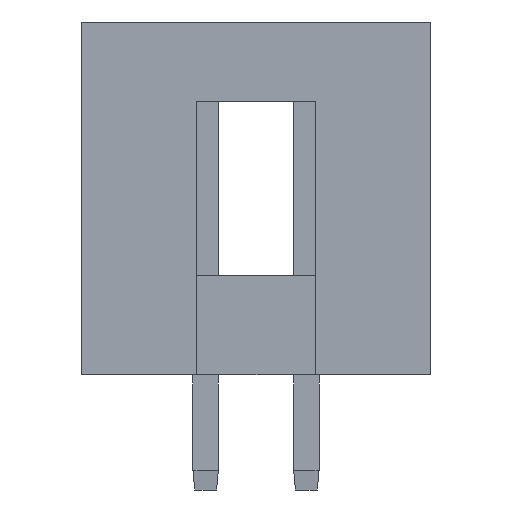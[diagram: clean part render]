
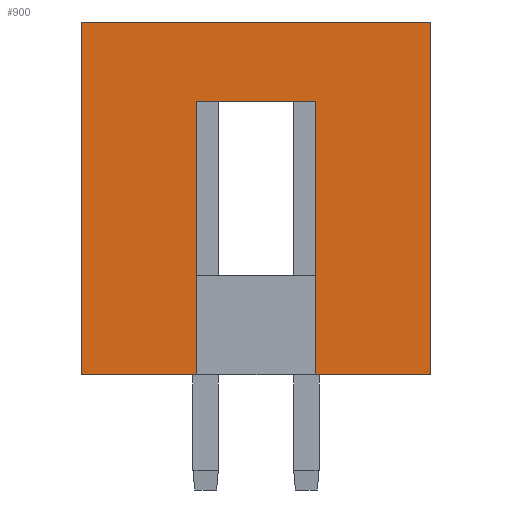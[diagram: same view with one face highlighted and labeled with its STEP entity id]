
A CAD part, left-side view. The second image highlights one B-rep face of the part: STEP entity #900.
In plain terms, the highlighted planar face has unit normal (-1, 0, 0).
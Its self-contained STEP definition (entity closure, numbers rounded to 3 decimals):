
#262 = DIRECTION ( 'NONE',  ( 1., 0., 0. ) ) ;
#373 = DIRECTION ( 'NONE',  ( 0., 1., 0. ) ) ;
#424 = CARTESIAN_POINT ( 'NONE',  ( -21.73, 1.77, 6.9 ) ) ;
#525 = VECTOR ( 'NONE', #373, 1000. ) ;
#559 = ORIENTED_EDGE ( 'NONE', *, *, #4846, .F. ) ;
#634 = CARTESIAN_POINT ( 'NONE',  ( -21.73, 4.67, 2.5 ) ) ;
#784 = EDGE_CURVE ( 'NONE', #10745, #4886, #914, .T. ) ;
#800 = EDGE_LOOP ( 'NONE', ( #559, #12417, #831, #4601, #12285, #1315, #12349, #4436 ) ) ;
#831 = ORIENTED_EDGE ( 'NONE', *, *, #14273, .T. ) ;
#900 = ADVANCED_FACE ( 'NONE', ( #2302 ), #9212, .F. ) ;
#914 = LINE ( 'NONE', #2216, #6912 ) ;
#917 = DIRECTION ( 'NONE',  ( 0., 0., -1. ) ) ;
#1315 = ORIENTED_EDGE ( 'NONE', *, *, #14462, .T. ) ;
#1337 = EDGE_CURVE ( 'NONE', #8875, #5381, #3192, .T. ) ;
#1449 = LINE ( 'NONE', #4021, #10093 ) ;
#1852 = VECTOR ( 'NONE', #2918, 1000. ) ;
#2046 = CARTESIAN_POINT ( 'NONE',  ( -21.73, -4.13, 2.5 ) ) ;
#2216 = CARTESIAN_POINT ( 'NONE',  ( -21.73, 4.67, 0. ) ) ;
#2299 = VECTOR ( 'NONE', #5587, 1000. ) ;
#2302 = FACE_OUTER_BOUND ( 'NONE', #800, .T. ) ;
#2425 = VERTEX_POINT ( 'NONE', #11008 ) ;
#2918 = DIRECTION ( 'NONE',  ( 0., 0., -1. ) ) ;
#3192 = LINE ( 'NONE', #2046, #9142 ) ;
#3805 = VECTOR ( 'NONE', #7040, 1000. ) ;
#4021 = CARTESIAN_POINT ( 'NONE',  ( -21.73, -1.23, 6.9 ) ) ;
#4083 = VECTOR ( 'NONE', #11974, 1000. ) ;
#4102 = CARTESIAN_POINT ( 'NONE',  ( -21.73, 1.77, 6.9 ) ) ;
#4436 = ORIENTED_EDGE ( 'NONE', *, *, #7723, .F. ) ;
#4601 = ORIENTED_EDGE ( 'NONE', *, *, #1337, .F. ) ;
#4846 = EDGE_CURVE ( 'NONE', #8531, #7703, #6512, .T. ) ;
#4870 = LINE ( 'NONE', #634, #1852 ) ;
#4886 = VERTEX_POINT ( 'NONE', #11751 ) ;
#5381 = VERTEX_POINT ( 'NONE', #10385 ) ;
#5587 = DIRECTION ( 'NONE',  ( 0., -1., 0. ) ) ;
#5848 = CARTESIAN_POINT ( 'NONE',  ( -21.73, -1.23, 0. ) ) ;
#5930 = CARTESIAN_POINT ( 'NONE',  ( -21.73, 4.67, 0. ) ) ;
#6277 = DIRECTION ( 'NONE',  ( 0., 0., -1. ) ) ;
#6512 = LINE ( 'NONE', #424, #525 ) ;
#6864 = CARTESIAN_POINT ( 'NONE',  ( -21.73, 4.67, 0. ) ) ;
#6912 = VECTOR ( 'NONE', #11220, 1000. ) ;
#7015 = CARTESIAN_POINT ( 'NONE',  ( -21.73, 4.67, 2.5 ) ) ;
#7040 = DIRECTION ( 'NONE',  ( 0., -1., 0. ) ) ;
#7703 = VERTEX_POINT ( 'NONE', #8515 ) ;
#7723 = EDGE_CURVE ( 'NONE', #7703, #4886, #12677, .T. ) ;
#8133 = DIRECTION ( 'NONE',  ( 0., 0., -1. ) ) ;
#8515 = CARTESIAN_POINT ( 'NONE',  ( -21.73, 1.77, 6.9 ) ) ;
#8531 = VERTEX_POINT ( 'NONE', #14603 ) ;
#8875 = VERTEX_POINT ( 'NONE', #8938 ) ;
#8938 = CARTESIAN_POINT ( 'NONE',  ( -21.73, -4.13, 8.9 ) ) ;
#9142 = VECTOR ( 'NONE', #917, 1000. ) ;
#9212 = PLANE ( 'NONE',  #13726 ) ;
#9579 = VERTEX_POINT ( 'NONE', #5848 ) ;
#9790 = LINE ( 'NONE', #5930, #3805 ) ;
#10093 = VECTOR ( 'NONE', #6277, 1000. ) ;
#10385 = CARTESIAN_POINT ( 'NONE',  ( -21.73, -4.13, 0. ) ) ;
#10745 = VERTEX_POINT ( 'NONE', #6864 ) ;
#11008 = CARTESIAN_POINT ( 'NONE',  ( -21.73, 4.67, 8.9 ) ) ;
#11220 = DIRECTION ( 'NONE',  ( 0., -1., 0. ) ) ;
#11282 = LINE ( 'NONE', #14534, #2299 ) ;
#11751 = CARTESIAN_POINT ( 'NONE',  ( -21.73, 1.77, 0. ) ) ;
#11974 = DIRECTION ( 'NONE',  ( 0., 0., -1. ) ) ;
#12285 = ORIENTED_EDGE ( 'NONE', *, *, #12740, .F. ) ;
#12349 = ORIENTED_EDGE ( 'NONE', *, *, #784, .T. ) ;
#12417 = ORIENTED_EDGE ( 'NONE', *, *, #12538, .T. ) ;
#12538 = EDGE_CURVE ( 'NONE', #8531, #9579, #1449, .T. ) ;
#12677 = LINE ( 'NONE', #4102, #4083 ) ;
#12740 = EDGE_CURVE ( 'NONE', #2425, #8875, #11282, .T. ) ;
#13726 = AXIS2_PLACEMENT_3D ( 'NONE', #7015, #262, #8133 ) ;
#14273 = EDGE_CURVE ( 'NONE', #9579, #5381, #9790, .T. ) ;
#14462 = EDGE_CURVE ( 'NONE', #2425, #10745, #4870, .T. ) ;
#14534 = CARTESIAN_POINT ( 'NONE',  ( -21.73, 4.67, 8.9 ) ) ;
#14603 = CARTESIAN_POINT ( 'NONE',  ( -21.73, -1.23, 6.9 ) ) ;
